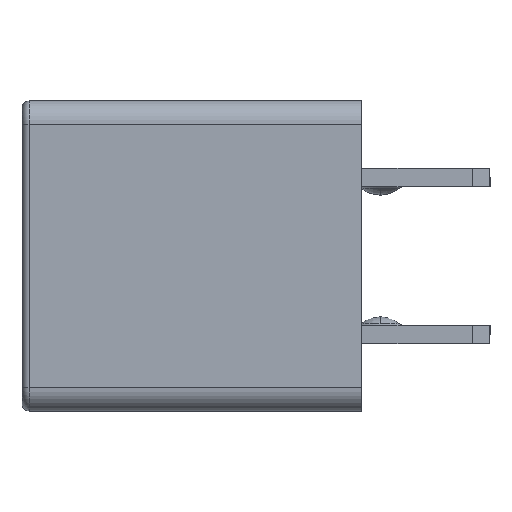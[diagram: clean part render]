
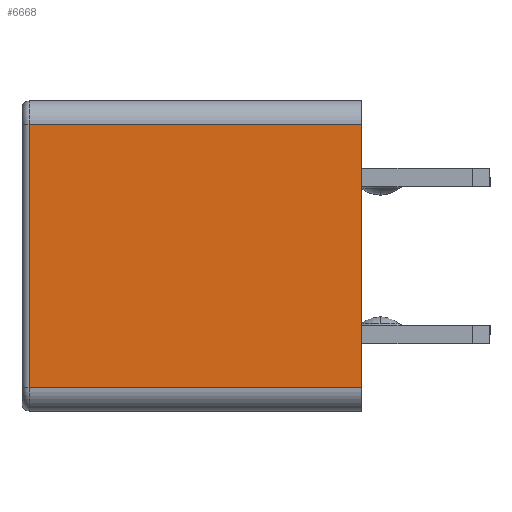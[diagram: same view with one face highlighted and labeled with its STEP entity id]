
A CAD part, left-side view. The second image highlights one B-rep face of the part: STEP entity #6668.
In plain terms, the highlighted planar face has unit normal (-1, 0, 0).
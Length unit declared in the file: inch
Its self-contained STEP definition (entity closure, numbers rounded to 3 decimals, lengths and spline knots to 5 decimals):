
#556 = CARTESIAN_POINT ( 'NONE',  ( -0.37392, -0.16634, -0.10648 ) ) ;
#677 = CARTESIAN_POINT ( 'NONE',  ( -0.37392, 0.12366, -0.10648 ) ) ;
#864 = DIRECTION ( 'NONE',  ( 1., 0., 0. ) ) ;
#940 = CARTESIAN_POINT ( 'NONE',  ( -0.37392, -0.16634, -0.10648 ) ) ;
#1497 = ORIENTED_EDGE ( 'NONE', *, *, #10668, .T. ) ;
#1739 = DIRECTION ( 'NONE',  ( 0., -1., 0. ) ) ;
#2325 = CARTESIAN_POINT ( 'NONE',  ( -0.37392, 0.11766, -0.10648 ) ) ;
#2370 = FACE_OUTER_BOUND ( 'NONE', #11316, .T. ) ;
#2952 = PLANE ( 'NONE',  #4138 ) ;
#3494 = VERTEX_POINT ( 'NONE', #2325 ) ;
#3909 = VECTOR ( 'NONE', #10716, 39.37008 ) ;
#4138 = AXIS2_PLACEMENT_3D ( 'NONE', #7202, #864, #8244 ) ;
#5410 = CARTESIAN_POINT ( 'NONE',  ( -0.37392, 0.11766, -0.10648 ) ) ;
#5482 = VERTEX_POINT ( 'NONE', #8821 ) ;
#6354 = LINE ( 'NONE', #940, #9144 ) ;
#6448 = ORIENTED_EDGE ( 'NONE', *, *, #9447, .F. ) ;
#6512 = EDGE_CURVE ( 'NONE', #7642, #5482, #6354, .T. ) ;
#6668 = ADVANCED_FACE ( 'NONE', ( #2370 ), #2952, .F. ) ;
#7202 = CARTESIAN_POINT ( 'NONE',  ( -0.37392, 0.12366, -0.10648 ) ) ;
#7280 = DIRECTION ( 'NONE',  ( 0., 0., 1. ) ) ;
#7642 = VERTEX_POINT ( 'NONE', #556 ) ;
#8142 = CARTESIAN_POINT ( 'NONE',  ( -0.37392, 0.12366, 0.11852 ) ) ;
#8244 = DIRECTION ( 'NONE',  ( 0., 0., -1. ) ) ;
#8379 = EDGE_CURVE ( 'NONE', #9130, #3494, #13630, .T. ) ;
#8821 = CARTESIAN_POINT ( 'NONE',  ( -0.37392, -0.16634, 0.11852 ) ) ;
#9130 = VERTEX_POINT ( 'NONE', #10346 ) ;
#9144 = VECTOR ( 'NONE', #7280, 39.37008 ) ;
#9219 = DIRECTION ( 'NONE',  ( 0., -1., 0. ) ) ;
#9399 = VECTOR ( 'NONE', #1739, 39.37008 ) ;
#9447 = EDGE_CURVE ( 'NONE', #9130, #5482, #12372, .T. ) ;
#9552 = VECTOR ( 'NONE', #9219, 39.37008 ) ;
#9725 = LINE ( 'NONE', #677, #9399 ) ;
#9899 = ORIENTED_EDGE ( 'NONE', *, *, #6512, .T. ) ;
#10346 = CARTESIAN_POINT ( 'NONE',  ( -0.37392, 0.11766, 0.11852 ) ) ;
#10668 = EDGE_CURVE ( 'NONE', #3494, #7642, #9725, .T. ) ;
#10716 = DIRECTION ( 'NONE',  ( 0., 0., -1. ) ) ;
#11316 = EDGE_LOOP ( 'NONE', ( #6448, #11461, #1497, #9899 ) ) ;
#11461 = ORIENTED_EDGE ( 'NONE', *, *, #8379, .T. ) ;
#12372 = LINE ( 'NONE', #8142, #9552 ) ;
#13630 = LINE ( 'NONE', #5410, #3909 ) ;
